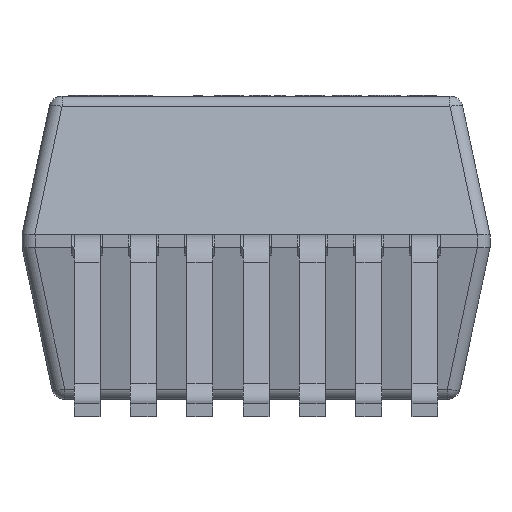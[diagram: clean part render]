
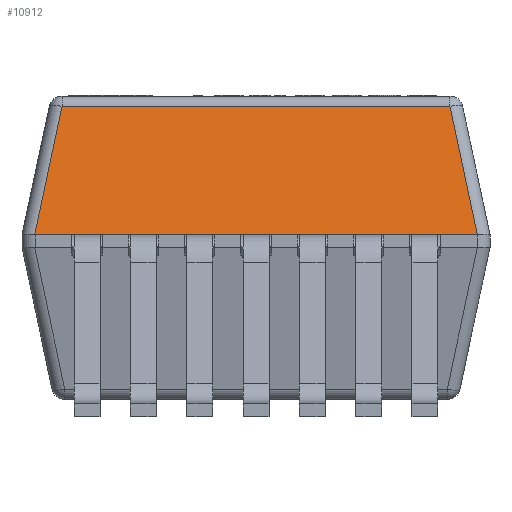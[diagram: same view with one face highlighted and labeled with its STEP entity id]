
A CAD part, left-side view. The second image highlights one B-rep face of the part: STEP entity #10912.
In plain terms, the highlighted planar face has unit normal (-0.978, 0, 0.208).
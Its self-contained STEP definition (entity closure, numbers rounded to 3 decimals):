
#617=PLANE('',#11874);
#1691=LINE('',#18841,#2792);
#1694=LINE('',#18855,#2795);
#1697=LINE('',#18860,#2798);
#1715=LINE('',#18914,#2816);
#2792=VECTOR('',#14732,1.);
#2795=VECTOR('',#14747,1.);
#2798=VECTOR('',#14754,1.);
#2816=VECTOR('',#14816,1.);
#3662=FACE_OUTER_BOUND('',#4289,.T.);
#4289=EDGE_LOOP('',(#10255,#10256,#10257,#10258));
#5592=VERTEX_POINT('',#18834);
#5594=VERTEX_POINT('',#18839);
#5595=VERTEX_POINT('',#18844);
#5598=VERTEX_POINT('',#18851);
#7133=EDGE_CURVE('',#5594,#5592,#1691,.T.);
#7140=EDGE_CURVE('',#5595,#5598,#1694,.T.);
#7143=EDGE_CURVE('',#5592,#5595,#1697,.T.);
#7167=EDGE_CURVE('',#5598,#5594,#1715,.T.);
#10255=ORIENTED_EDGE('',*,*,#7133,.F.);
#10256=ORIENTED_EDGE('',*,*,#7167,.F.);
#10257=ORIENTED_EDGE('',*,*,#7140,.F.);
#10258=ORIENTED_EDGE('',*,*,#7143,.F.);
#10912=ADVANCED_FACE('',(#3662),#617,.T.);
#11874=AXIS2_PLACEMENT_3D('',#18913,#14814,#14815);
#14732=DIRECTION('',(0.204,-0.204,0.958));
#14747=DIRECTION('',(-0.204,-0.204,-0.958));
#14754=DIRECTION('',(0.,-1.,0.));
#14814=DIRECTION('center_axis',(-0.978,0.,
0.208));
#14815=DIRECTION('ref_axis',(0.,-1.,0.));
#14816=DIRECTION('',(0.,1.,0.));
#18834=CARTESIAN_POINT('',(-2.535,2.238,3.581));
#18839=CARTESIAN_POINT('',(-2.85,2.553,2.1));
#18841=CARTESIAN_POINT('',(-2.744,2.447,2.598));
#18844=CARTESIAN_POINT('',(-2.535,-2.238,3.581));
#18851=CARTESIAN_POINT('',(-2.85,-2.553,2.1));
#18855=CARTESIAN_POINT('',(-2.738,-2.441,2.627));
#18860=CARTESIAN_POINT('',(-2.535,-1.35,3.581));
#18913=CARTESIAN_POINT('Origin',(-2.85,-2.7,2.1));
#18914=CARTESIAN_POINT('',(-2.85,-2.7,2.1));
